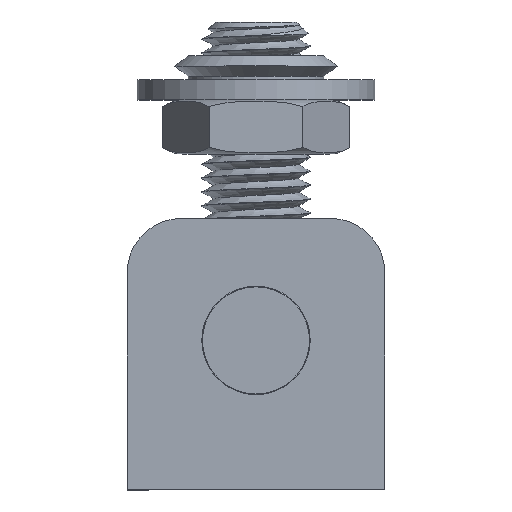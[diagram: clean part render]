
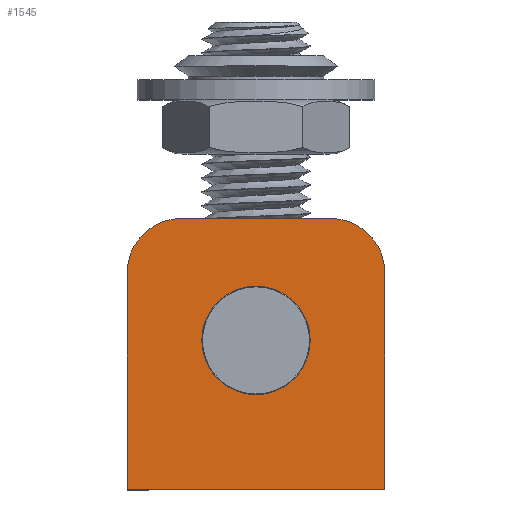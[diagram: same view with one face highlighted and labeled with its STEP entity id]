
A CAD part, top view. The second image highlights one B-rep face of the part: STEP entity #1545.
In plain terms, the highlighted planar face has unit normal (0, 0, 1).
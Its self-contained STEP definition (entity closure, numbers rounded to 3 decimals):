
#162=FACE_BOUND('',#374,.T.);
#186=PLANE('',#1826);
#270=FACE_OUTER_BOUND('',#373,.T.);
#373=EDGE_LOOP('',(#1323,#1324,#1325,#1326,#1327,#1328));
#374=EDGE_LOOP('',(#1329));
#452=LINE('',#6264,#527);
#456=LINE('',#6276,#531);
#460=LINE('',#6288,#535);
#463=LINE('',#6292,#538);
#527=VECTOR('',#2161,10.);
#531=VECTOR('',#2173,10.);
#535=VECTOR('',#2185,10.);
#538=VECTOR('',#2190,10.);
#604=CIRCLE('',#1815,7.05);
#606=CIRCLE('',#1819,8.);
#608=CIRCLE('',#1823,8.);
#728=VERTEX_POINT('',#6254);
#731=VERTEX_POINT('',#6261);
#732=VERTEX_POINT('',#6263);
#734=VERTEX_POINT('',#6269);
#736=VERTEX_POINT('',#6275);
#738=VERTEX_POINT('',#6281);
#740=VERTEX_POINT('',#6287);
#926=EDGE_CURVE('',#728,#728,#604,.T.);
#929=EDGE_CURVE('',#732,#731,#452,.T.);
#932=EDGE_CURVE('',#734,#732,#606,.T.);
#935=EDGE_CURVE('',#736,#734,#456,.T.);
#938=EDGE_CURVE('',#738,#736,#608,.T.);
#941=EDGE_CURVE('',#740,#738,#460,.T.);
#944=EDGE_CURVE('',#731,#740,#463,.T.);
#1323=ORIENTED_EDGE('',*,*,#944,.T.);
#1324=ORIENTED_EDGE('',*,*,#941,.T.);
#1325=ORIENTED_EDGE('',*,*,#938,.T.);
#1326=ORIENTED_EDGE('',*,*,#935,.T.);
#1327=ORIENTED_EDGE('',*,*,#932,.T.);
#1328=ORIENTED_EDGE('',*,*,#929,.T.);
#1329=ORIENTED_EDGE('',*,*,#926,.T.);
#1545=ADVANCED_FACE('',(#270,#162),#186,.T.);
#1815=AXIS2_PLACEMENT_3D('',#6256,#2155,#2156);
#1819=AXIS2_PLACEMENT_3D('',#6270,#2167,#2168);
#1823=AXIS2_PLACEMENT_3D('',#6282,#2179,#2180);
#1826=AXIS2_PLACEMENT_3D('',#6293,#2191,#2192);
#2155=DIRECTION('center_axis',(0.,0.,-1.));
#2156=DIRECTION('ref_axis',(-1.,0.,0.));
#2161=DIRECTION('',(0.,-1.,0.));
#2167=DIRECTION('center_axis',(0.,0.,1.));
#2168=DIRECTION('ref_axis',(0.,1.,0.));
#2173=DIRECTION('',(-1.,0.,0.));
#2179=DIRECTION('center_axis',(0.,0.,1.));
#2180=DIRECTION('ref_axis',(1.,0.,0.));
#2185=DIRECTION('',(0.,1.,0.));
#2190=DIRECTION('',(1.,0.,0.));
#2191=DIRECTION('center_axis',(0.,0.,1.));
#2192=DIRECTION('ref_axis',(1.,0.,0.));
#6254=CARTESIAN_POINT('',(26.05,22.,5.));
#6256=CARTESIAN_POINT('Origin',(19.,22.,5.));
#6261=CARTESIAN_POINT('',(0.,0.,5.));
#6263=CARTESIAN_POINT('',(0.,32.,5.));
#6264=CARTESIAN_POINT('',(0.,32.,5.));
#6269=CARTESIAN_POINT('',(8.,40.,5.));
#6270=CARTESIAN_POINT('Origin',(8.,32.,5.));
#6275=CARTESIAN_POINT('',(30.,40.,5.));
#6276=CARTESIAN_POINT('',(30.,40.,5.));
#6281=CARTESIAN_POINT('',(38.,32.,5.));
#6282=CARTESIAN_POINT('Origin',(30.,32.,5.));
#6287=CARTESIAN_POINT('',(38.,0.,5.));
#6288=CARTESIAN_POINT('',(38.,0.,5.));
#6292=CARTESIAN_POINT('',(0.,0.,5.));
#6293=CARTESIAN_POINT('Origin',(19.,18.223,5.));
